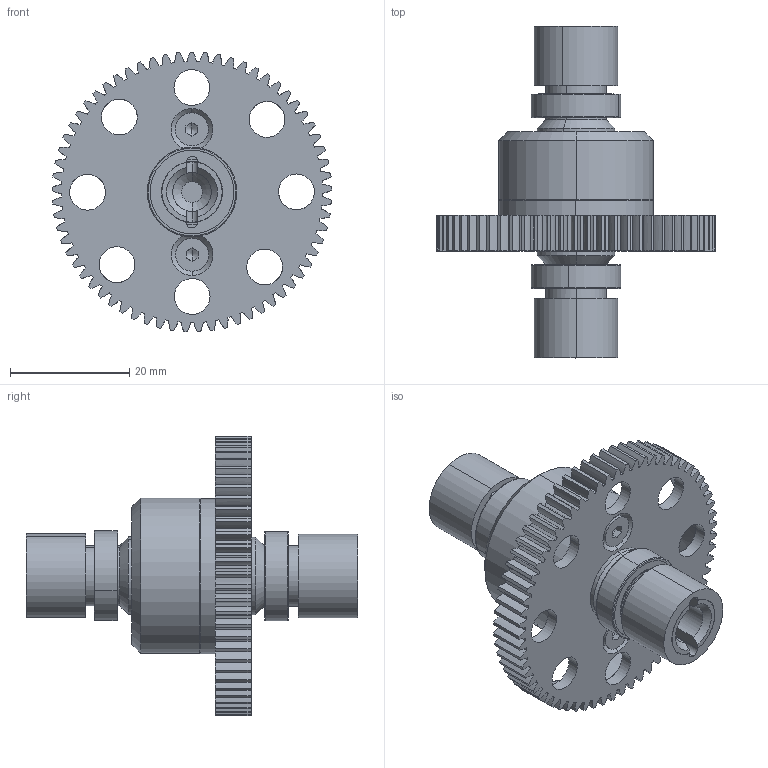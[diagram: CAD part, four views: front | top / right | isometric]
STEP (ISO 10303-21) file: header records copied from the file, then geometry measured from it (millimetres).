
FILE_DESCRIPTION(('STEP AP214'),'1');
FILE_NAME('Central Differential Assy.stp','2013-09-17T19:28:32',(' '),(' '),'Spatial InterOp 3D',' ',' ');
FILE_SCHEMA(('automotive_design'));
Length unit declared in the file: millimetre
Products named in the file (13): Central Differential Assy; Diff Case.Shape 2; Axle Shaft; Bearing 10x15x4; Hexagon Socket Countersunk Head Screw ISO 10642 - M3 × 8; Hexagon Socket Countersunk Head Screw ISO 10642 - M3 × 16; Axle Shaft Cover; Diff Gears Assy; Bevel-Gear-Part1_A1016M16-1_Mekanex_A1016M16-1_Mekanex; Bevel-Gear-Part2_A1016M16-1_Mekanex_A1016M16-1_Mekanex; Differential Shaft; Spur Gear; Spur Gear Drilled - m=0,7 Z=65
Assembly tree (19 placements, depth 3):
  Central Differential Assy
    Diff Case.Shape 2
    Axle Shaft  x2
    Bearing 10x15x4  x2
    Hexagon Socket Countersunk Head Screw ISO 10642 - M3 × 8  x2
    Hexagon Socket Countersunk Head Screw ISO 10642 - M3 × 16  x2
    Axle Shaft Cover  x2
    Diff Gears Assy
      Bevel-Gear-Part1_A1016M16-1_Mekanex_A1016M16-1_Mekanex  x2
      Bevel-Gear-Part2_A1016M16-1_Mekanex_A1016M16-1_Mekanex  x2
      Differential Shaft
    Spur Gear
      Spur Gear Drilled - m=0,7 Z=65
Bounding box: 46.9 x 55.6 x 46.88 mm (x, y, z)
Volume: 15505.5 mm3; surface area: 17107.2 mm2
Topology: 17 solids, 17 shells, 905 faces, 2489 edges, 1628 vertices
Faces by surface type: plane 289, cylinder 208, cone 130, extrusion 130, bspline 128, torus 20
Entity records: 29847 total; most frequent: CARTESIAN_POINT 8806, ORIENTED_EDGE 3570, DIRECTION 2725, EDGE_CURVE 1785, VERTEX_POINT 1174, VECTOR 927, AXIS2_PLACEMENT_3D 899, LINE 797
